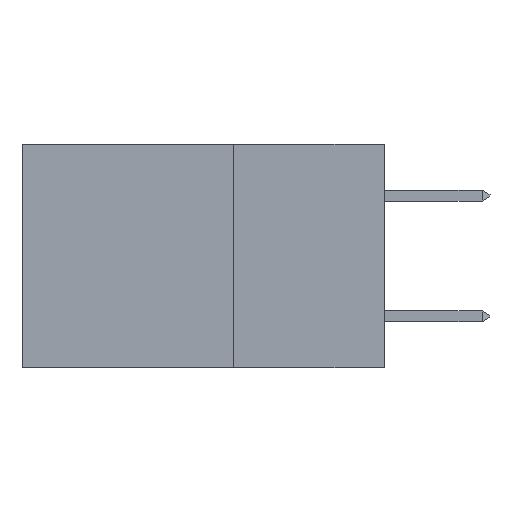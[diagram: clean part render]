
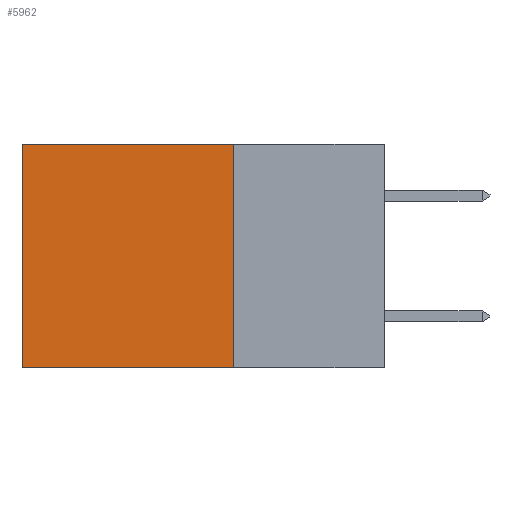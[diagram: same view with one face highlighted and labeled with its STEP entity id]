
A CAD part, left-side view. The second image highlights one B-rep face of the part: STEP entity #5962.
In plain terms, the highlighted planar face has unit normal (-1, 0, 0).
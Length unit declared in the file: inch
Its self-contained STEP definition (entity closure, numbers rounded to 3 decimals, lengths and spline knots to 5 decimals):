
#89 = CARTESIAN_POINT ( 'NONE',  ( 0.2875, 0.25, 0. ) ) ;
#484 = ORIENTED_EDGE ( 'NONE', *, *, #7776, .T. ) ;
#504 = ORIENTED_EDGE ( 'NONE', *, *, #6846, .T. ) ;
#868 = ORIENTED_EDGE ( 'NONE', *, *, #5884, .F. ) ;
#912 = PLANE ( 'NONE',  #8242 ) ;
#1107 = ORIENTED_EDGE ( 'NONE', *, *, #7182, .F. ) ;
#1490 = DIRECTION ( 'NONE',  ( 0., 0., -1. ) ) ;
#1827 = LINE ( 'NONE', #7411, #6074 ) ;
#1834 = VECTOR ( 'NONE', #6457, 39.37008 ) ;
#1844 = VECTOR ( 'NONE', #9029, 39.37008 ) ;
#2807 = DIRECTION ( 'NONE',  ( 0., 1., 0. ) ) ;
#3263 = CARTESIAN_POINT ( 'NONE',  ( 0.2875, 0.25, 0. ) ) ;
#3347 = DIRECTION ( 'NONE',  ( 0., 0., -1. ) ) ;
#3617 = CARTESIAN_POINT ( 'NONE',  ( 0.2875, 0.25, -0.37 ) ) ;
#4011 = EDGE_LOOP ( 'NONE', ( #484, #868, #1107, #504 ) ) ;
#5453 = LINE ( 'NONE', #3617, #9816 ) ;
#5632 = CARTESIAN_POINT ( 'NONE',  ( 0.2875, 0.6, -0.37 ) ) ;
#5657 = VERTEX_POINT ( 'NONE', #5632 ) ;
#5884 = EDGE_CURVE ( 'NONE', #7342, #5657, #5453, .T. ) ;
#5962 = ADVANCED_FACE ( 'NONE', ( #8873 ), #912, .F. ) ;
#6074 = VECTOR ( 'NONE', #1490, 39.37008 ) ;
#6457 = DIRECTION ( 'NONE',  ( 0., 0., -1. ) ) ;
#6768 = VERTEX_POINT ( 'NONE', #3263 ) ;
#6846 = EDGE_CURVE ( 'NONE', #6768, #10012, #6999, .T. ) ;
#6999 = LINE ( 'NONE', #10730, #1844 ) ;
#7182 = EDGE_CURVE ( 'NONE', #6768, #7342, #9654, .T. ) ;
#7342 = VERTEX_POINT ( 'NONE', #8777 ) ;
#7411 = CARTESIAN_POINT ( 'NONE',  ( 0.2875, 0.6, 0. ) ) ;
#7776 = EDGE_CURVE ( 'NONE', #10012, #5657, #1827, .T. ) ;
#8242 = AXIS2_PLACEMENT_3D ( 'NONE', #89, #9237, #3347 ) ;
#8777 = CARTESIAN_POINT ( 'NONE',  ( 0.2875, 0.25, -0.37 ) ) ;
#8873 = FACE_OUTER_BOUND ( 'NONE', #4011, .T. ) ;
#9029 = DIRECTION ( 'NONE',  ( 0., 1., 0. ) ) ;
#9237 = DIRECTION ( 'NONE',  ( 1., 0., 0. ) ) ;
#9654 = LINE ( 'NONE', #9822, #1834 ) ;
#9816 = VECTOR ( 'NONE', #2807, 39.37008 ) ;
#9822 = CARTESIAN_POINT ( 'NONE',  ( 0.2875, 0.25, 0. ) ) ;
#10012 = VERTEX_POINT ( 'NONE', #10675 ) ;
#10675 = CARTESIAN_POINT ( 'NONE',  ( 0.2875, 0.6, 0. ) ) ;
#10730 = CARTESIAN_POINT ( 'NONE',  ( 0.2875, 0.25, 0. ) ) ;
